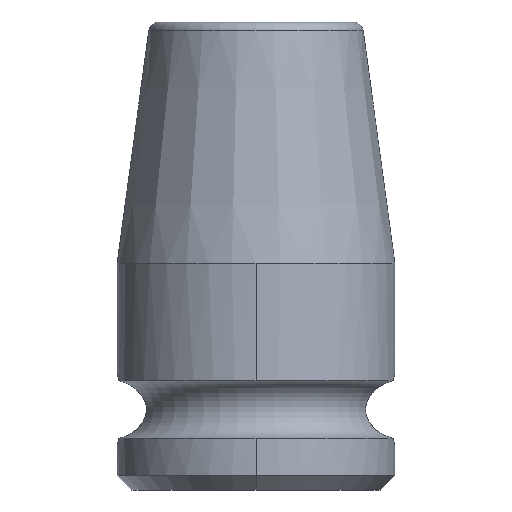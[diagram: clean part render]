
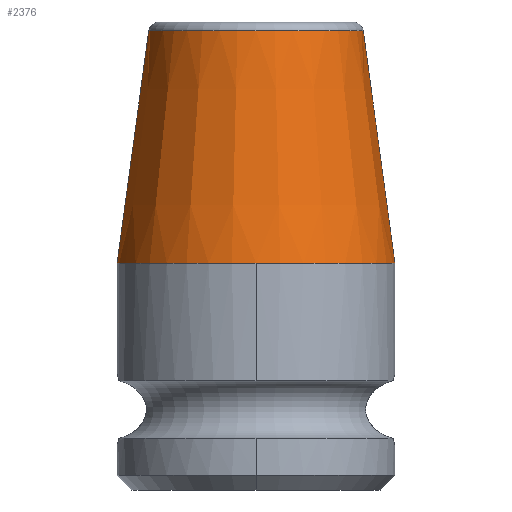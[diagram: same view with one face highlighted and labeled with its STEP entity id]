
A CAD part, left-side view. The second image highlights one B-rep face of the part: STEP entity #2376.
In plain terms, the highlighted conical face has half-angle 7.765 degrees and reference radius 8.416 mm.
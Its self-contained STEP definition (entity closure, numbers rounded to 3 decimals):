
#184=CARTESIAN_POINT('',(0.,0.,15.5));
#185=DIRECTION('',(0.,0.,1.));
#186=DIRECTION('',(0.,1.,0.));
#187=AXIS2_PLACEMENT_3D('',#184,#185,#186);
#356=CARTESIAN_POINT('',(0.,0.,15.5));
#357=DIRECTION('',(0.,0.,1.));
#358=DIRECTION('',(-1.,0.,0.));
#359=AXIS2_PLACEMENT_3D('',#356,#357,#358);
#1056=DIRECTION('',(0.,0.135,-0.991));
#1057=VECTOR('',#1056,16.042);
#1058=CARTESIAN_POINT('',(0.,7.333,
31.395));
#1059=LINE('',#1058,#1057);
#1060=DIRECTION('',(0.,-0.135,-0.991));
#1061=VECTOR('',#1060,16.042);
#1062=CARTESIAN_POINT('',(0.,-7.333,
31.395));
#1063=LINE('',#1062,#1061);
#1064=CARTESIAN_POINT('',(0.,0.,31.395));
#1065=DIRECTION('',(0.,0.,1.));
#1066=DIRECTION('',(0.,1.,0.));
#1067=AXIS2_PLACEMENT_3D('',#1064,#1065,#1066);
#1206=CARTESIAN_POINT('',(0.,9.5,15.5));
#1207=CARTESIAN_POINT('',(-9.5,0.,15.5));
#1208=VERTEX_POINT('',#1206);
#1209=VERTEX_POINT('',#1207);
#1210=CARTESIAN_POINT('',(0.,-9.5,15.5));
#1211=VERTEX_POINT('',#1210);
#1218=CARTESIAN_POINT('',(0.,7.333,31.395));
#1219=CARTESIAN_POINT('',(0.,-7.333,31.395));
#1220=VERTEX_POINT('',#1218);
#1221=VERTEX_POINT('',#1219);
#2364=CARTESIAN_POINT('',(0.,0.,23.447));
#2365=DIRECTION('',(0.,0.,-1.));
#2366=DIRECTION('',(0.,-1.,0.));
#2367=AXIS2_PLACEMENT_3D('',#2364,#2365,#2366);
#2368=CONICAL_SURFACE('',#2367,8.416,7.765);
#2369=ORIENTED_EDGE('',*,*,#2329,.T.);
#2370=ORIENTED_EDGE('',*,*,#2359,.T.);
#2371=ORIENTED_EDGE('',*,*,#1467,.F.);
#2372=ORIENTED_EDGE('',*,*,#1400,.F.);
#2373=ORIENTED_EDGE('',*,*,#2355,.F.);
#2374=EDGE_LOOP('',(#2369,#2370,#2371,#2372,#2373));
#2375=FACE_OUTER_BOUND('',#2374,.F.);
#2376=ADVANCED_FACE('',(#2375),#2368,.T.);
#188=CIRCLE('',#187,9.5);
#360=CIRCLE('',#359,9.5);
#1068=CIRCLE('',#1067,7.333);
#1400=EDGE_CURVE('',#1208,#1209,#188,.T.);
#1467=EDGE_CURVE('',#1209,#1211,#360,.T.);
#2329=EDGE_CURVE('',#1220,#1221,#1068,.T.);
#2355=EDGE_CURVE('',#1220,#1208,#1059,.T.);
#2359=EDGE_CURVE('',#1221,#1211,#1063,.T.);
